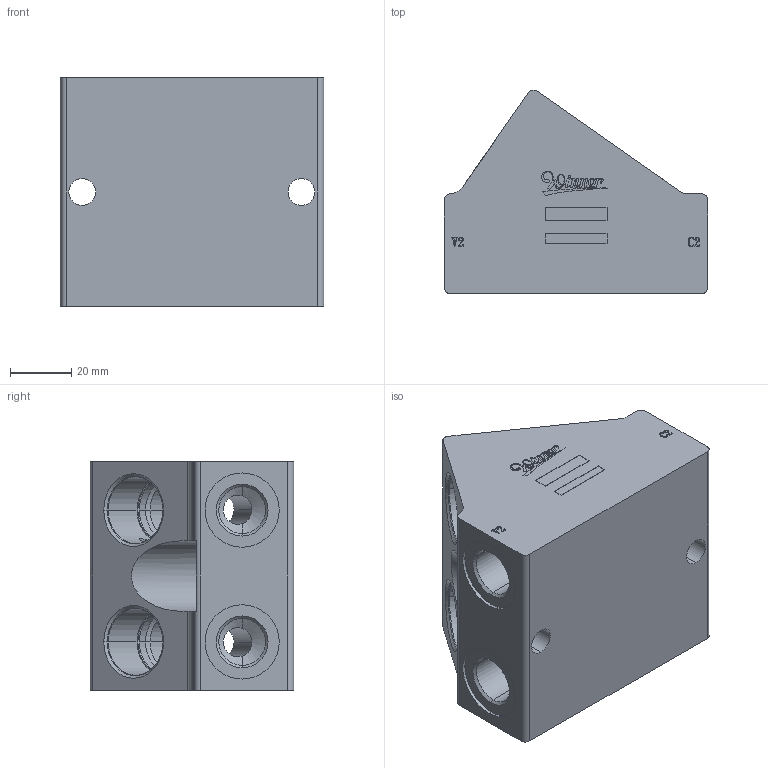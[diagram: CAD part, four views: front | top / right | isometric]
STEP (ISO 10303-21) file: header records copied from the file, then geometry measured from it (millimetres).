
FILE_DESCRIPTION (( 'STEP AP203' ), '1' );
FILE_NAME ('ML-60-CDW-11A3-11A3-G03-Z41.STEP', '2026-02-26T00:18:15', ( '' ), ( '' ), 'SwSTEP 2.0', 'SolidWorks 2018', '' );
FILE_SCHEMA (( 'CONFIG_CONTROL_DESIGN' ));
Length unit declared in the file: millimetre
Products named in the file (1): ML-60-CDW-11A3-11A3-G03-Z41
Bounding box: 85.9 x 66.31 x 74.6 mm (x, y, z)
Volume: 242162.8 mm3; surface area: 41450.9 mm2
Topology: 1 solids, 1 shells, 710 faces, 1984 edges, 1304 vertices
Faces by surface type: cylinder 355, plane 201, bspline 104, cone 42, torus 8
Entity records: 26750 total; most frequent: CARTESIAN_POINT 8506, ORIENTED_EDGE 3968, DIRECTION 3666, EDGE_CURVE 1984, AXIS2_PLACEMENT_3D 1335, VERTEX_POINT 1304, VECTOR 996, LINE 996
